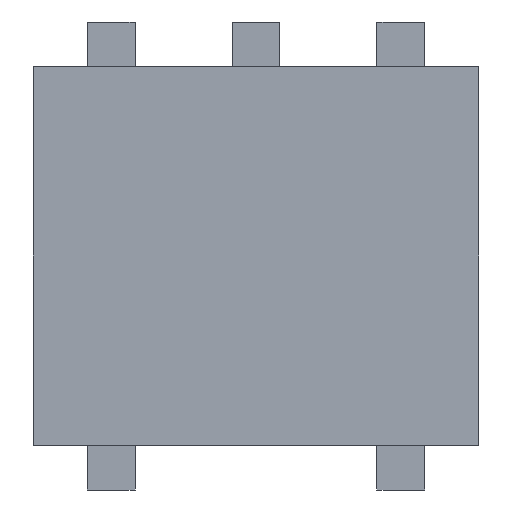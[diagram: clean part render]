
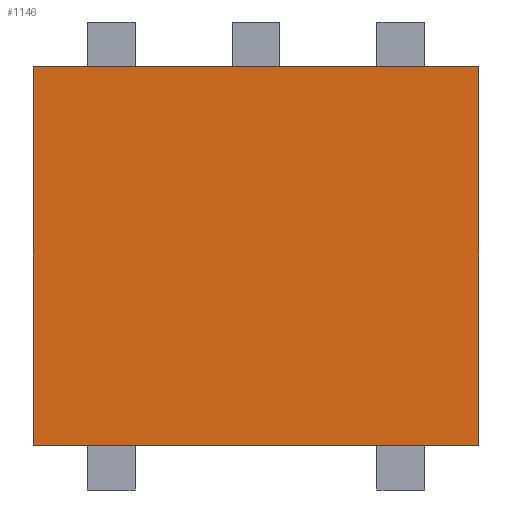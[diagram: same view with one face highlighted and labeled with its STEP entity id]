
A CAD part, front view. The second image highlights one B-rep face of the part: STEP entity #1146.
In plain terms, the highlighted planar face has unit normal (0, -1, 0).
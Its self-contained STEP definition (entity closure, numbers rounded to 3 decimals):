
#963 = CARTESIAN_POINT ( 'NONE',  ( -1., 0., 0.85 ) ) ;
#964 = VERTEX_POINT ( 'NONE', #963 ) ;
#979 = CARTESIAN_POINT ( 'NONE',  ( -1., 0., -0.85 ) ) ;
#980 = VERTEX_POINT ( 'NONE', #979 ) ;
#987 = CARTESIAN_POINT ( 'NONE',  ( -1., 0., 0.85 ) ) ;
#988 = DIRECTION ( 'NONE',  ( 0., 0., 1. ) ) ;
#989 = VECTOR ( 'NONE', #988, 1000. ) ;
#990 = LINE ( 'NONE', #987, #989 ) ;
#991 = EDGE_CURVE ( 'NONE', #980, #964, #990, .T. ) ;
#1003 = CARTESIAN_POINT ( 'NONE',  ( 1., 0., 0.85 ) ) ;
#1004 = VERTEX_POINT ( 'NONE', #1003 ) ;
#1018 = CARTESIAN_POINT ( 'NONE',  ( 1., 0., 0.85 ) ) ;
#1019 = DIRECTION ( 'NONE',  ( 1., 0., 0. ) ) ;
#1020 = VECTOR ( 'NONE', #1019, 1000. ) ;
#1021 = LINE ( 'NONE', #1018, #1020 ) ;
#1022 = EDGE_CURVE ( 'NONE', #964, #1004, #1021, .T. ) ;
#1034 = CARTESIAN_POINT ( 'NONE',  ( 1., 0., -0.85 ) ) ;
#1035 = VERTEX_POINT ( 'NONE', #1034 ) ;
#1049 = CARTESIAN_POINT ( 'NONE',  ( 1., 0., 0.85 ) ) ;
#1050 = DIRECTION ( 'NONE',  ( 0., 0., -1. ) ) ;
#1051 = VECTOR ( 'NONE', #1050, 1000. ) ;
#1052 = LINE ( 'NONE', #1049, #1051 ) ;
#1053 = EDGE_CURVE ( 'NONE', #1004, #1035, #1052, .T. ) ;
#1071 = CARTESIAN_POINT ( 'NONE',  ( 1., 0., -0.85 ) ) ;
#1072 = DIRECTION ( 'NONE',  ( -1., 0., 0. ) ) ;
#1073 = VECTOR ( 'NONE', #1072, 1000. ) ;
#1074 = LINE ( 'NONE', #1071, #1073 ) ;
#1075 = EDGE_CURVE ( 'NONE', #1035, #980, #1074, .T. ) ;
#1135 = ORIENTED_EDGE ( 'NONE', *, *, #991, .F. ) ;
#1136 = ORIENTED_EDGE ( 'NONE', *, *, #1075, .F. ) ;
#1137 = ORIENTED_EDGE ( 'NONE', *, *, #1053, .F. ) ;
#1138 = ORIENTED_EDGE ( 'NONE', *, *, #1022, .F. ) ;
#1139 = EDGE_LOOP ( 'NONE', ( #1135, #1136, #1137, #1138 ) ) ;
#1140 = FACE_OUTER_BOUND ( 'NONE', #1139, .T. ) ;
#1141 = CARTESIAN_POINT ( 'NONE',  ( -1., 0., -0.85 ) ) ;
#1142 = DIRECTION ( 'NONE',  ( 0., 1., 0. ) ) ;
#1143 = DIRECTION ( 'NONE',  ( 0., 0., 1. ) ) ;
#1144 = AXIS2_PLACEMENT_3D ( 'NONE', #1141, #1142, #1143 ) ;
#1145 = PLANE ( 'NONE', #1144 ) ;
#1146 = ADVANCED_FACE ( 'NONE', ( #1140 ), #1145, .F. ) ;
